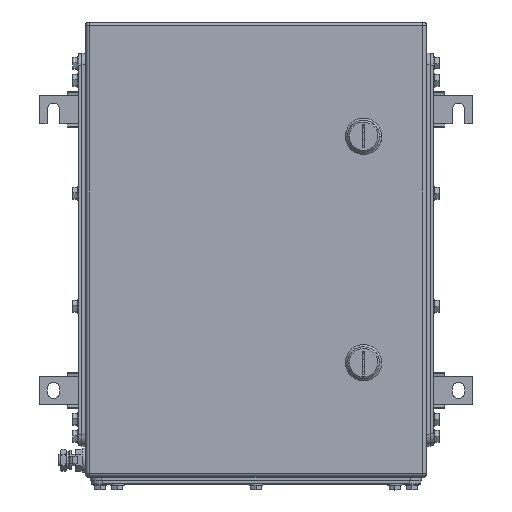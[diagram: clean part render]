
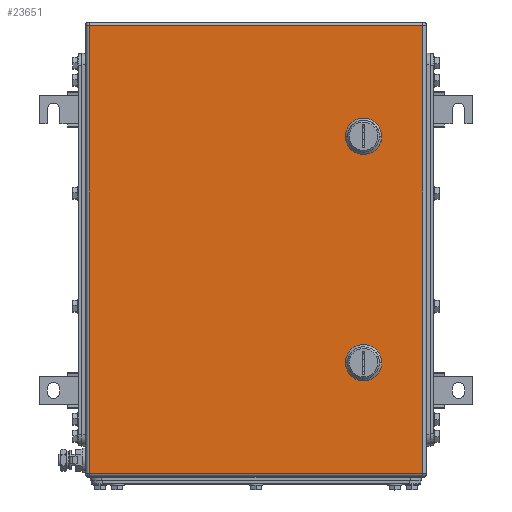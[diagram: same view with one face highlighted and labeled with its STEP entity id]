
A CAD part, top view. The second image highlights one B-rep face of the part: STEP entity #23651.
In plain terms, the highlighted planar face has unit normal (0, 0, 1).
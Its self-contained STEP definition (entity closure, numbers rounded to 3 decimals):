
#23465=AXIS2_PLACEMENT_3D('Circle Axis2P3D',#23463,#23464,$) ;
#23492=AXIS2_PLACEMENT_3D('Plane Axis2P3D',#23489,#23490,#23491) ;
#23537=AXIS2_PLACEMENT_3D('Circle Axis2P3D',#23535,#23536,$) ;
#23551=AXIS2_PLACEMENT_3D('Circle Axis2P3D',#23549,#23550,$) ;
#23565=AXIS2_PLACEMENT_3D('Circle Axis2P3D',#23563,#23564,$) ;
#23587=AXIS2_PLACEMENT_3D('Circle Axis2P3D',#23585,#23586,$) ;
#23603=AXIS2_PLACEMENT_3D('Circle Axis2P3D',#23601,#23602,$) ;
#23617=AXIS2_PLACEMENT_3D('Circle Axis2P3D',#23615,#23616,$) ;
#23631=AXIS2_PLACEMENT_3D('Circle Axis2P3D',#23629,#23630,$) ;
#23460=CARTESIAN_POINT('Vertex',(290.056,300.45,203.5)) ;
#23463=CARTESIAN_POINT('Axis2P3D Location',(285.,310.5,203.5)) ;
#23467=CARTESIAN_POINT('Vertex',(295.05,305.444,203.5)) ;
#23489=CARTESIAN_POINT('Axis2P3D Location',(190.5,211.,203.5)) ;
#23494=CARTESIAN_POINT('Line Origine',(190.5,407.5,203.5)) ;
#23498=CARTESIAN_POINT('Vertex',(337.,407.5,203.5)) ;
#23500=CARTESIAN_POINT('Vertex',(44.,407.5,203.5)) ;
#23503=CARTESIAN_POINT('Line Origine',(44.,211.,203.5)) ;
#23507=CARTESIAN_POINT('Vertex',(44.,14.5,203.5)) ;
#23510=CARTESIAN_POINT('Line Origine',(190.5,14.5,203.5)) ;
#23514=CARTESIAN_POINT('Vertex',(337.,14.5,203.5)) ;
#23517=CARTESIAN_POINT('Line Origine',(337.,211.,203.5)) ;
#23528=CARTESIAN_POINT('Line Origine',(285.,300.45,203.5)) ;
#23532=CARTESIAN_POINT('Vertex',(279.944,300.45,203.5)) ;
#23535=CARTESIAN_POINT('Axis2P3D Location',(285.,310.5,203.5)) ;
#23539=CARTESIAN_POINT('Vertex',(274.95,305.444,203.5)) ;
#23542=CARTESIAN_POINT('Line Origine',(274.95,310.5,203.5)) ;
#23546=CARTESIAN_POINT('Vertex',(274.95,315.556,203.5)) ;
#23549=CARTESIAN_POINT('Axis2P3D Location',(285.,310.5,203.5)) ;
#23553=CARTESIAN_POINT('Vertex',(279.944,320.55,203.5)) ;
#23556=CARTESIAN_POINT('Line Origine',(285.,320.55,203.5)) ;
#23560=CARTESIAN_POINT('Vertex',(290.056,320.55,203.5)) ;
#23563=CARTESIAN_POINT('Axis2P3D Location',(285.,310.5,203.5)) ;
#23567=CARTESIAN_POINT('Vertex',(295.05,315.556,203.5)) ;
#23570=CARTESIAN_POINT('Line Origine',(295.05,310.5,203.5)) ;
#23585=CARTESIAN_POINT('Axis2P3D Location',(285.,111.5,203.5)) ;
#23589=CARTESIAN_POINT('Vertex',(290.056,101.45,203.5)) ;
#23591=CARTESIAN_POINT('Vertex',(295.05,106.444,203.5)) ;
#23594=CARTESIAN_POINT('Line Origine',(285.,101.45,203.5)) ;
#23598=CARTESIAN_POINT('Vertex',(279.944,101.45,203.5)) ;
#23601=CARTESIAN_POINT('Axis2P3D Location',(285.,111.5,203.5)) ;
#23605=CARTESIAN_POINT('Vertex',(274.95,106.444,203.5)) ;
#23608=CARTESIAN_POINT('Line Origine',(274.95,111.5,203.5)) ;
#23612=CARTESIAN_POINT('Vertex',(274.95,116.556,203.5)) ;
#23615=CARTESIAN_POINT('Axis2P3D Location',(285.,111.5,203.5)) ;
#23619=CARTESIAN_POINT('Vertex',(279.944,121.55,203.5)) ;
#23622=CARTESIAN_POINT('Line Origine',(285.,121.55,203.5)) ;
#23626=CARTESIAN_POINT('Vertex',(290.056,121.55,203.5)) ;
#23629=CARTESIAN_POINT('Axis2P3D Location',(285.,111.5,203.5)) ;
#23633=CARTESIAN_POINT('Vertex',(295.05,116.556,203.5)) ;
#23636=CARTESIAN_POINT('Line Origine',(295.05,111.5,203.5)) ;
#23464=DIRECTION('Axis2P3D Direction',(0.,0.,1.)) ;
#23490=DIRECTION('Axis2P3D Direction',(0.,0.,1.)) ;
#23491=DIRECTION('Axis2P3D XDirection',(1.,0.,0.)) ;
#23495=DIRECTION('Vector Direction',(1.,0.,0.)) ;
#23504=DIRECTION('Vector Direction',(0.,-1.,0.)) ;
#23511=DIRECTION('Vector Direction',(1.,0.,0.)) ;
#23518=DIRECTION('Vector Direction',(0.,1.,0.)) ;
#23529=DIRECTION('Vector Direction',(1.,0.,0.)) ;
#23536=DIRECTION('Axis2P3D Direction',(0.,0.,1.)) ;
#23543=DIRECTION('Vector Direction',(0.,1.,0.)) ;
#23550=DIRECTION('Axis2P3D Direction',(0.,0.,1.)) ;
#23557=DIRECTION('Vector Direction',(1.,0.,0.)) ;
#23564=DIRECTION('Axis2P3D Direction',(0.,0.,1.)) ;
#23571=DIRECTION('Vector Direction',(0.,-1.,0.)) ;
#23586=DIRECTION('Axis2P3D Direction',(0.,0.,1.)) ;
#23595=DIRECTION('Vector Direction',(1.,0.,0.)) ;
#23602=DIRECTION('Axis2P3D Direction',(0.,0.,1.)) ;
#23609=DIRECTION('Vector Direction',(0.,1.,0.)) ;
#23616=DIRECTION('Axis2P3D Direction',(0.,0.,1.)) ;
#23623=DIRECTION('Vector Direction',(1.,0.,0.)) ;
#23630=DIRECTION('Axis2P3D Direction',(0.,0.,1.)) ;
#23637=DIRECTION('Vector Direction',(0.,-1.,0.)) ;
#23496=VECTOR('Line Direction',#23495,1.) ;
#23505=VECTOR('Line Direction',#23504,1.) ;
#23512=VECTOR('Line Direction',#23511,1.) ;
#23519=VECTOR('Line Direction',#23518,1.) ;
#23530=VECTOR('Line Direction',#23529,1.) ;
#23544=VECTOR('Line Direction',#23543,1.) ;
#23558=VECTOR('Line Direction',#23557,1.) ;
#23572=VECTOR('Line Direction',#23571,1.) ;
#23596=VECTOR('Line Direction',#23595,1.) ;
#23610=VECTOR('Line Direction',#23609,1.) ;
#23624=VECTOR('Line Direction',#23623,1.) ;
#23638=VECTOR('Line Direction',#23637,1.) ;
#23523=ORIENTED_EDGE('',*,*,#23502,.T.) ;
#23524=ORIENTED_EDGE('',*,*,#23509,.T.) ;
#23525=ORIENTED_EDGE('',*,*,#23516,.T.) ;
#23526=ORIENTED_EDGE('',*,*,#23521,.T.) ;
#23576=ORIENTED_EDGE('',*,*,#23534,.F.) ;
#23577=ORIENTED_EDGE('',*,*,#23541,.F.) ;
#23578=ORIENTED_EDGE('',*,*,#23548,.T.) ;
#23579=ORIENTED_EDGE('',*,*,#23555,.F.) ;
#23580=ORIENTED_EDGE('',*,*,#23562,.T.) ;
#23581=ORIENTED_EDGE('',*,*,#23569,.F.) ;
#23582=ORIENTED_EDGE('',*,*,#23574,.T.) ;
#23583=ORIENTED_EDGE('',*,*,#23469,.F.) ;
#23642=ORIENTED_EDGE('',*,*,#23593,.F.) ;
#23643=ORIENTED_EDGE('',*,*,#23600,.F.) ;
#23644=ORIENTED_EDGE('',*,*,#23607,.F.) ;
#23645=ORIENTED_EDGE('',*,*,#23614,.T.) ;
#23646=ORIENTED_EDGE('',*,*,#23621,.F.) ;
#23647=ORIENTED_EDGE('',*,*,#23628,.T.) ;
#23648=ORIENTED_EDGE('',*,*,#23635,.F.) ;
#23649=ORIENTED_EDGE('',*,*,#23640,.T.) ;
#23584=FACE_BOUND('',#23575,.T.) ;
#23650=FACE_BOUND('',#23641,.T.) ;
#23651=ADVANCED_FACE('ZUB_KTB_QL_403020_3GP_AllCATPart_AllCATPart.1\\ZUB_KTB_QL_403020_3GP_AllCATPart.2\\ZUB_DE_KTB_QL.1\\DE_KTB_MH_PART_MASTER.1\\Koerper.2',(#23527,#23584,#23650),#23493,.T.) ;
#23466=CIRCLE('generated circle',#23465,11.25) ;
#23538=CIRCLE('generated circle',#23537,11.25) ;
#23552=CIRCLE('generated circle',#23551,11.25) ;
#23566=CIRCLE('generated circle',#23565,11.25) ;
#23588=CIRCLE('generated circle',#23587,11.25) ;
#23604=CIRCLE('generated circle',#23603,11.25) ;
#23618=CIRCLE('generated circle',#23617,11.25) ;
#23632=CIRCLE('generated circle',#23631,11.25) ;
#23469=EDGE_CURVE('',#23461,#23468,#23466,.T.) ;
#23502=EDGE_CURVE('',#23499,#23501,#23497,.F.) ;
#23509=EDGE_CURVE('',#23501,#23508,#23506,.T.) ;
#23516=EDGE_CURVE('',#23508,#23515,#23513,.T.) ;
#23521=EDGE_CURVE('',#23515,#23499,#23520,.T.) ;
#23534=EDGE_CURVE('',#23533,#23461,#23531,.T.) ;
#23541=EDGE_CURVE('',#23540,#23533,#23538,.T.) ;
#23548=EDGE_CURVE('',#23540,#23547,#23545,.T.) ;
#23555=EDGE_CURVE('',#23554,#23547,#23552,.T.) ;
#23562=EDGE_CURVE('',#23554,#23561,#23559,.T.) ;
#23569=EDGE_CURVE('',#23568,#23561,#23566,.T.) ;
#23574=EDGE_CURVE('',#23568,#23468,#23573,.T.) ;
#23593=EDGE_CURVE('',#23590,#23592,#23588,.T.) ;
#23600=EDGE_CURVE('',#23599,#23590,#23597,.T.) ;
#23607=EDGE_CURVE('',#23606,#23599,#23604,.T.) ;
#23614=EDGE_CURVE('',#23606,#23613,#23611,.T.) ;
#23621=EDGE_CURVE('',#23620,#23613,#23618,.T.) ;
#23628=EDGE_CURVE('',#23620,#23627,#23625,.T.) ;
#23635=EDGE_CURVE('',#23634,#23627,#23632,.T.) ;
#23640=EDGE_CURVE('',#23634,#23592,#23639,.T.) ;
#23522=EDGE_LOOP('',(#23523,#23524,#23525,#23526)) ;
#23575=EDGE_LOOP('',(#23576,#23577,#23578,#23579,#23580,#23581,#23582,#23583)) ;
#23641=EDGE_LOOP('',(#23642,#23643,#23644,#23645,#23646,#23647,#23648,#23649)) ;
#23527=FACE_OUTER_BOUND('',#23522,.T.) ;
#23497=LINE('Line',#23494,#23496) ;
#23506=LINE('Line',#23503,#23505) ;
#23513=LINE('Line',#23510,#23512) ;
#23520=LINE('Line',#23517,#23519) ;
#23531=LINE('Line',#23528,#23530) ;
#23545=LINE('Line',#23542,#23544) ;
#23559=LINE('Line',#23556,#23558) ;
#23573=LINE('Line',#23570,#23572) ;
#23597=LINE('Line',#23594,#23596) ;
#23611=LINE('Line',#23608,#23610) ;
#23625=LINE('Line',#23622,#23624) ;
#23639=LINE('Line',#23636,#23638) ;
#23493=PLANE('',#23492) ;
#23461=VERTEX_POINT('',#23460) ;
#23468=VERTEX_POINT('',#23467) ;
#23499=VERTEX_POINT('',#23498) ;
#23501=VERTEX_POINT('',#23500) ;
#23508=VERTEX_POINT('',#23507) ;
#23515=VERTEX_POINT('',#23514) ;
#23533=VERTEX_POINT('',#23532) ;
#23540=VERTEX_POINT('',#23539) ;
#23547=VERTEX_POINT('',#23546) ;
#23554=VERTEX_POINT('',#23553) ;
#23561=VERTEX_POINT('',#23560) ;
#23568=VERTEX_POINT('',#23567) ;
#23590=VERTEX_POINT('',#23589) ;
#23592=VERTEX_POINT('',#23591) ;
#23599=VERTEX_POINT('',#23598) ;
#23606=VERTEX_POINT('',#23605) ;
#23613=VERTEX_POINT('',#23612) ;
#23620=VERTEX_POINT('',#23619) ;
#23627=VERTEX_POINT('',#23626) ;
#23634=VERTEX_POINT('',#23633) ;
